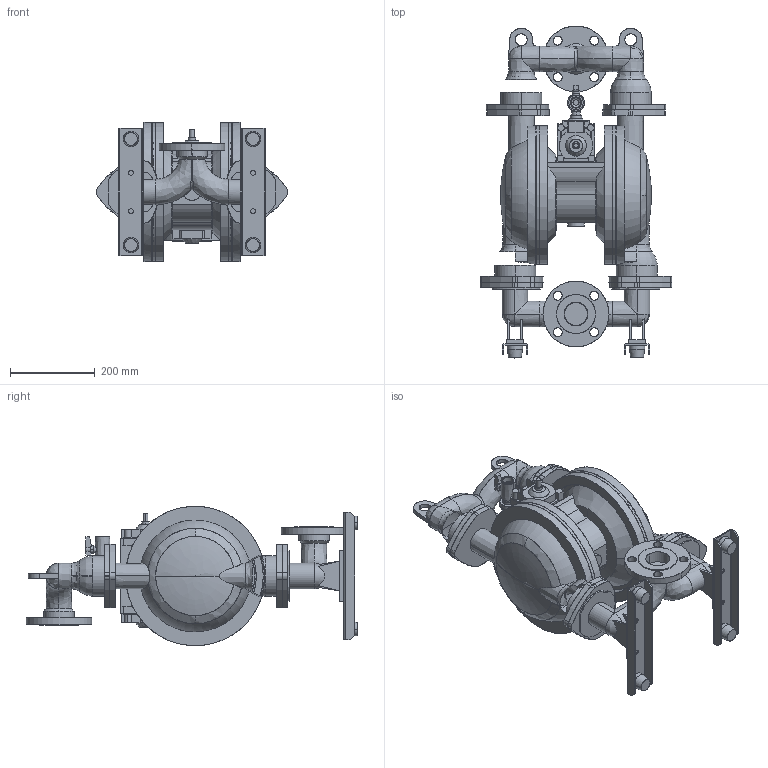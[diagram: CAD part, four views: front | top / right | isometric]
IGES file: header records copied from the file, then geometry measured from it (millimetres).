
Start section: SolidWorks IGES FILE using analytic representation for surfaces
Global section: file name: Part37.IGS; native system: SolidWorks 2004 by SolidWorks Corporation; preprocessor: Version 5.3; author: user; date: 061107.163646; units: millimetre
Bounding box: 451.5 x 781.7 x 328.23 mm (x, y, z)
Surface area: 1408833.7 mm2 (no closed solid volume)
Topology: 0 solids, 0 shells, 680 faces, 13530 edges, 13523 vertices
Faces by surface type: revolution 368, bspline 312
